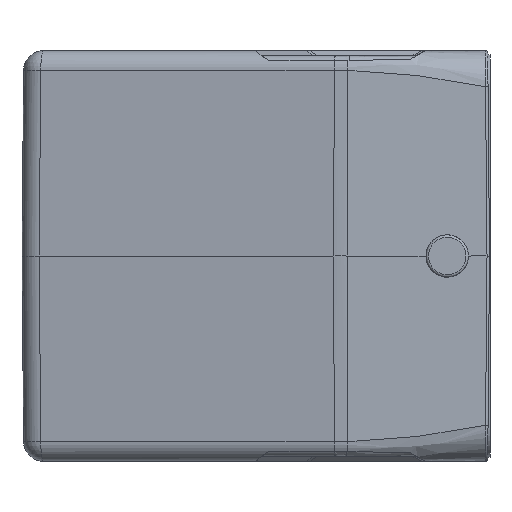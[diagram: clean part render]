
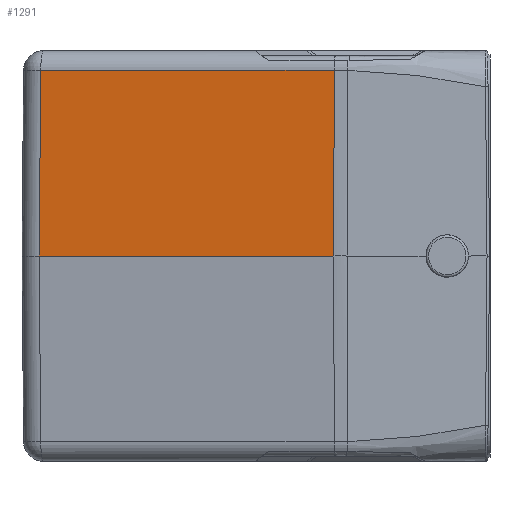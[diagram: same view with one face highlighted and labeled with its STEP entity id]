
A CAD part, left-side view. The second image highlights one B-rep face of the part: STEP entity #1291.
In plain terms, the highlighted planar face has unit normal (-0.99, 0.139, 0.009).
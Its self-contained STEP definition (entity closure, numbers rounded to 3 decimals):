
#706=FACE_OUTER_BOUND('',#2265,.T.);
#1291=ADVANCED_FACE('',(#706),#1550,.T.);
#1550=PLANE('',#8777);
#2265=EDGE_LOOP('',(#5639,#5640,#5641,#5642));
#2785=LINE('',#14257,#3460);
#2938=LINE('',#14927,#3614);
#2940=LINE('',#14939,#3616);
#2941=LINE('',#14941,#3617);
#3460=VECTOR('',#10440,1.);
#3614=VECTOR('',#10834,1.);
#3616=VECTOR('',#10844,1.);
#3617=VECTOR('',#10847,1.);
#5639=ORIENTED_EDGE('',*,*,#7513,.T.);
#5640=ORIENTED_EDGE('',*,*,#7733,.F.);
#5641=ORIENTED_EDGE('',*,*,#7727,.F.);
#5642=ORIENTED_EDGE('',*,*,#7732,.F.);
#6515=VERTEX_POINT('',#14254);
#6516=VERTEX_POINT('',#14258);
#6645=VERTEX_POINT('',#14925);
#6647=VERTEX_POINT('',#14928);
#7513=EDGE_CURVE('',#6516,#6515,#2785,.T.);
#7727=EDGE_CURVE('',#6645,#6647,#2938,.T.);
#7732=EDGE_CURVE('',#6516,#6645,#2940,.T.);
#7733=EDGE_CURVE('',#6647,#6515,#2941,.T.);
#8777=AXIS2_PLACEMENT_3D('',#14942,#10848,#10849);
#10440=DIRECTION('',(-0.008,0.009,-1.));
#10834=DIRECTION('',(-0.009,0.001,-1.));
#10844=DIRECTION('',(-0.139,-0.99,0.));
#10847=DIRECTION('',(0.139,0.99,0.));
#10848=DIRECTION('',(-0.99,0.139,0.009));
#10849=DIRECTION('',(-0.139,-0.99,0.));
#14254=CARTESIAN_POINT('',(-38.484,43.557,0.));
#14257=CARTESIAN_POINT('',(-38.201,43.231,37.285));
#14258=CARTESIAN_POINT('',(-38.201,43.231,37.285));
#14925=CARTESIAN_POINT('',(-46.48,-15.676,37.285));
#14927=CARTESIAN_POINT('',(-46.805,-15.653,0.039));
#14928=CARTESIAN_POINT('',(-46.805,-15.653,0.));
#14939=CARTESIAN_POINT('',(-37.678,46.955,37.285));
#14941=CARTESIAN_POINT('',(-46.805,-15.653,0.));
#14942=CARTESIAN_POINT('',(-38.,47.,0.));
